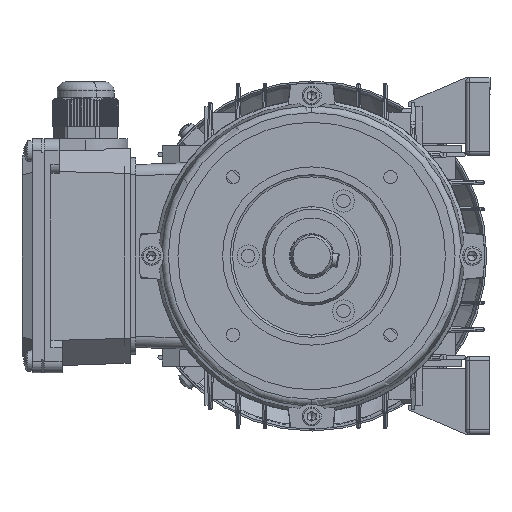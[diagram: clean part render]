
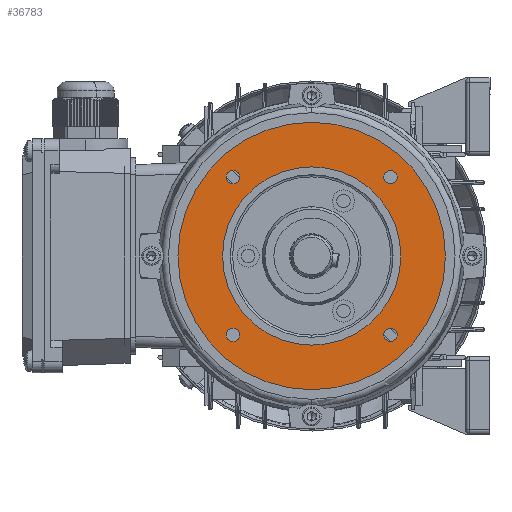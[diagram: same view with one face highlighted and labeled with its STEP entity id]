
A CAD part, left-side view. The second image highlights one B-rep face of the part: STEP entity #36783.
In plain terms, the highlighted planar face has unit normal (-1, 0, 0).
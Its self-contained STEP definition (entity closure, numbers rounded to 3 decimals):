
#33575 = VERTEX_POINT ( 'NONE', #34580 ) ;
#33580 = EDGE_CURVE ( 'NONE', #33582, #33575, #34574, .T. ) ;
#33582 = VERTEX_POINT ( 'NONE', #34565 ) ;
#33647 = EDGE_CURVE ( 'NONE', #33650, #33651, #34810, .T. ) ;
#33650 = VERTEX_POINT ( 'NONE', #34801 ) ;
#33651 = VERTEX_POINT ( 'NONE', #34798 ) ;
#33653 = EDGE_CURVE ( 'NONE', #33654, #33656, #34793, .T. ) ;
#33654 = VERTEX_POINT ( 'NONE', #34786 ) ;
#33656 = VERTEX_POINT ( 'NONE', #34784 ) ;
#33681 = EDGE_CURVE ( 'NONE', #33683, #33685, #34886, .T. ) ;
#33683 = VERTEX_POINT ( 'NONE', #34868 ) ;
#33685 = VERTEX_POINT ( 'NONE', #34866 ) ;
#33766 = EDGE_CURVE ( 'NONE', #33767, #33769, #35074, .T. ) ;
#33767 = VERTEX_POINT ( 'NONE', #35067 ) ;
#33769 = VERTEX_POINT ( 'NONE', #35065 ) ;
#33969 = VERTEX_POINT ( 'NONE', #35599 ) ;
#34060 = EDGE_CURVE ( 'NONE', #33969, #34062, #35903, .T. ) ;
#34062 = VERTEX_POINT ( 'NONE', #35895 ) ;
#34565 = CARTESIAN_POINT ( 'NONE',  ( 3., 0., 60. ) ) ;
#34567 = DIRECTION ( 'NONE',  ( 0., 0., 1. ) ) ;
#34569 = DIRECTION ( 'NONE',  ( -1., 0., 0. ) ) ;
#34571 = CARTESIAN_POINT ( 'NONE',  ( 3., 0., 0. ) ) ;
#34572 = AXIS2_PLACEMENT_3D ( 'NONE', #34571, #34569, #34567 ) ;
#34574 = CIRCLE ( 'NONE', #34572, 60. ) ;
#34580 = CARTESIAN_POINT ( 'NONE',  ( 3., 0., -60. ) ) ;
#34784 = CARTESIAN_POINT ( 'NONE',  ( 3., -35.355, 32.355 ) ) ;
#34786 = CARTESIAN_POINT ( 'NONE',  ( 3., -35.355, 38.355 ) ) ;
#34787 = DIRECTION ( 'NONE',  ( 0., 0., -1. ) ) ;
#34789 = DIRECTION ( 'NONE',  ( 1., 0., 0. ) ) ;
#34790 = CARTESIAN_POINT ( 'NONE',  ( 3., -35.355, 35.355 ) ) ;
#34791 = AXIS2_PLACEMENT_3D ( 'NONE', #34790, #34789, #34787 ) ;
#34793 = CIRCLE ( 'NONE', #34791, 3. ) ;
#34798 = CARTESIAN_POINT ( 'NONE',  ( 3., 35.355, -38.355 ) ) ;
#34801 = CARTESIAN_POINT ( 'NONE',  ( 3., 35.355, -32.355 ) ) ;
#34803 = DIRECTION ( 'NONE',  ( 0., 0., -1. ) ) ;
#34805 = DIRECTION ( 'NONE',  ( 1., 0., 0. ) ) ;
#34807 = CARTESIAN_POINT ( 'NONE',  ( 3., 35.355, -35.355 ) ) ;
#34809 = AXIS2_PLACEMENT_3D ( 'NONE', #34807, #34805, #34803 ) ;
#34810 = CIRCLE ( 'NONE', #34809, 3. ) ;
#34866 = CARTESIAN_POINT ( 'NONE',  ( 3., 35.355, 32.355 ) ) ;
#34868 = CARTESIAN_POINT ( 'NONE',  ( 3., 35.355, 38.355 ) ) ;
#34869 = DIRECTION ( 'NONE',  ( 0., 0., -1. ) ) ;
#34871 = DIRECTION ( 'NONE',  ( 1., 0., 0. ) ) ;
#34873 = CARTESIAN_POINT ( 'NONE',  ( 3., 35.355, 35.355 ) ) ;
#34875 = AXIS2_PLACEMENT_3D ( 'NONE', #34873, #34871, #34869 ) ;
#34886 = CIRCLE ( 'NONE', #34875, 3. ) ;
#35065 = CARTESIAN_POINT ( 'NONE',  ( 3., -35.355, -38.355 ) ) ;
#35067 = CARTESIAN_POINT ( 'NONE',  ( 3., -35.355, -32.355 ) ) ;
#35069 = DIRECTION ( 'NONE',  ( 0., 0., -1. ) ) ;
#35070 = DIRECTION ( 'NONE',  ( 1., 0., 0. ) ) ;
#35072 = CARTESIAN_POINT ( 'NONE',  ( 3., -35.355, -35.355 ) ) ;
#35073 = AXIS2_PLACEMENT_3D ( 'NONE', #35072, #35070, #35069 ) ;
#35074 = CIRCLE ( 'NONE', #35073, 3. ) ;
#35599 = CARTESIAN_POINT ( 'NONE',  ( 3., 0., 40. ) ) ;
#35895 = CARTESIAN_POINT ( 'NONE',  ( 3., 0., -40. ) ) ;
#35897 = DIRECTION ( 'NONE',  ( 0., 0., 1. ) ) ;
#35899 = DIRECTION ( 'NONE',  ( -1., 0., 0. ) ) ;
#35900 = CARTESIAN_POINT ( 'NONE',  ( 3., 0., 0. ) ) ;
#35901 = AXIS2_PLACEMENT_3D ( 'NONE', #35900, #35899, #35897 ) ;
#35903 = CIRCLE ( 'NONE', #35901, 40. ) ;
#36769 = ORIENTED_EDGE ( 'NONE', *, *, #36776, .F. ) ;
#36772 = EDGE_LOOP ( 'NONE', ( #36882, #36883 ) ) ;
#36776 = EDGE_CURVE ( 'NONE', #34062, #33969, #44256, .T. ) ;
#36783 = ADVANCED_FACE ( 'NONE', ( #44375, #44373, #44371, #44370, #44368, #44366 ), #44365, .F. ) ;
#36786 = EDGE_LOOP ( 'NONE', ( #36789, #36794 ) ) ;
#36789 = ORIENTED_EDGE ( 'NONE', *, *, #36792, .T. ) ;
#36792 = EDGE_CURVE ( 'NONE', #33685, #33683, #44348, .T. ) ;
#36794 = ORIENTED_EDGE ( 'NONE', *, *, #33681, .T. ) ;
#36797 = EDGE_LOOP ( 'NONE', ( #36798, #36901 ) ) ;
#36798 = ORIENTED_EDGE ( 'NONE', *, *, #36799, .T. ) ;
#36799 = EDGE_CURVE ( 'NONE', #33656, #33654, #44337, .T. ) ;
#36882 = ORIENTED_EDGE ( 'NONE', *, *, #33580, .T. ) ;
#36883 = ORIENTED_EDGE ( 'NONE', *, *, #36884, .T. ) ;
#36884 = EDGE_CURVE ( 'NONE', #33575, #33582, #44498, .T. ) ;
#36901 = ORIENTED_EDGE ( 'NONE', *, *, #33653, .T. ) ;
#36903 = EDGE_LOOP ( 'NONE', ( #36905, #36910 ) ) ;
#36905 = ORIENTED_EDGE ( 'NONE', *, *, #36907, .T. ) ;
#36907 = EDGE_CURVE ( 'NONE', #33769, #33767, #44609, .T. ) ;
#36910 = ORIENTED_EDGE ( 'NONE', *, *, #33766, .T. ) ;
#36911 = EDGE_LOOP ( 'NONE', ( #36912, #36915 ) ) ;
#36912 = ORIENTED_EDGE ( 'NONE', *, *, #36914, .T. ) ;
#36914 = EDGE_CURVE ( 'NONE', #33651, #33650, #44586, .T. ) ;
#36915 = ORIENTED_EDGE ( 'NONE', *, *, #33647, .T. ) ;
#36916 = EDGE_LOOP ( 'NONE', ( #81465, #36769 ) ) ;
#44251 = DIRECTION ( 'NONE',  ( 0., 0., 1. ) ) ;
#44253 = DIRECTION ( 'NONE',  ( -1., 0., 0. ) ) ;
#44255 = AXIS2_PLACEMENT_3D ( 'NONE', #44270, #44253, #44251 ) ;
#44256 = CIRCLE ( 'NONE', #44255, 40. ) ;
#44270 = CARTESIAN_POINT ( 'NONE',  ( 3., 0., 0. ) ) ;
#44330 = DIRECTION ( 'NONE',  ( 0., 0., -1. ) ) ;
#44332 = DIRECTION ( 'NONE',  ( 1., 0., 0. ) ) ;
#44333 = CARTESIAN_POINT ( 'NONE',  ( 3., -35.355, 35.355 ) ) ;
#44335 = AXIS2_PLACEMENT_3D ( 'NONE', #44333, #44332, #44330 ) ;
#44337 = CIRCLE ( 'NONE', #44335, 3. ) ;
#44342 = DIRECTION ( 'NONE',  ( 0., 0., -1. ) ) ;
#44344 = DIRECTION ( 'NONE',  ( 1., 0., 0. ) ) ;
#44346 = AXIS2_PLACEMENT_3D ( 'NONE', #44358, #44344, #44342 ) ;
#44348 = CIRCLE ( 'NONE', #44346, 3. ) ;
#44353 = DIRECTION ( 'NONE',  ( 0., 0., -1. ) ) ;
#44355 = DIRECTION ( 'NONE',  ( 1., 0., 0. ) ) ;
#44356 = AXIS2_PLACEMENT_3D ( 'NONE', #44363, #44355, #44353 ) ;
#44358 = CARTESIAN_POINT ( 'NONE',  ( 3., 35.355, 35.355 ) ) ;
#44363 = CARTESIAN_POINT ( 'NONE',  ( 3., 40., 0. ) ) ;
#44365 = PLANE ( 'NONE',  #44356 ) ;
#44366 = FACE_OUTER_BOUND ( 'NONE', #36772, .T. ) ;
#44368 = FACE_BOUND ( 'NONE', #36916, .T. ) ;
#44370 = FACE_BOUND ( 'NONE', #36911, .T. ) ;
#44371 = FACE_BOUND ( 'NONE', #36903, .T. ) ;
#44373 = FACE_BOUND ( 'NONE', #36797, .T. ) ;
#44375 = FACE_BOUND ( 'NONE', #36786, .T. ) ;
#44481 = DIRECTION ( 'NONE',  ( 0., 0., 1. ) ) ;
#44483 = DIRECTION ( 'NONE',  ( -1., 0., 0. ) ) ;
#44485 = CARTESIAN_POINT ( 'NONE',  ( 3., 0., 0. ) ) ;
#44487 = AXIS2_PLACEMENT_3D ( 'NONE', #44485, #44483, #44481 ) ;
#44498 = CIRCLE ( 'NONE', #44487, 60. ) ;
#44579 = DIRECTION ( 'NONE',  ( 0., 0., -1. ) ) ;
#44581 = DIRECTION ( 'NONE',  ( 1., 0., 0. ) ) ;
#44583 = CARTESIAN_POINT ( 'NONE',  ( 3., 35.355, -35.355 ) ) ;
#44585 = AXIS2_PLACEMENT_3D ( 'NONE', #44583, #44581, #44579 ) ;
#44586 = CIRCLE ( 'NONE', #44585, 3. ) ;
#44591 = DIRECTION ( 'NONE',  ( 0., 0., -1. ) ) ;
#44592 = DIRECTION ( 'NONE',  ( 1., 0., 0. ) ) ;
#44594 = CARTESIAN_POINT ( 'NONE',  ( 3., -35.355, -35.355 ) ) ;
#44595 = AXIS2_PLACEMENT_3D ( 'NONE', #44594, #44592, #44591 ) ;
#44609 = CIRCLE ( 'NONE', #44595, 3. ) ;
#81465 = ORIENTED_EDGE ( 'NONE', *, *, #34060, .F. ) ;
